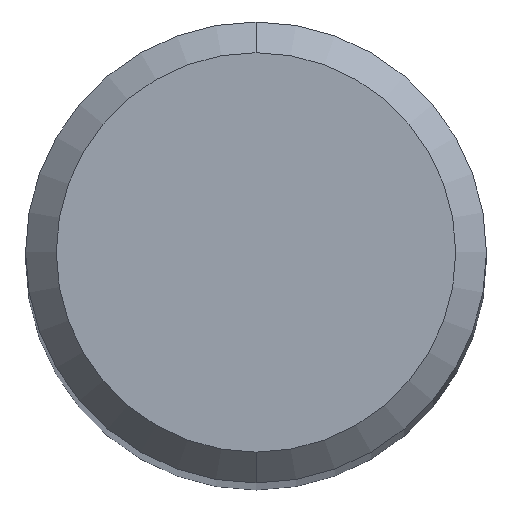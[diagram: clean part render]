
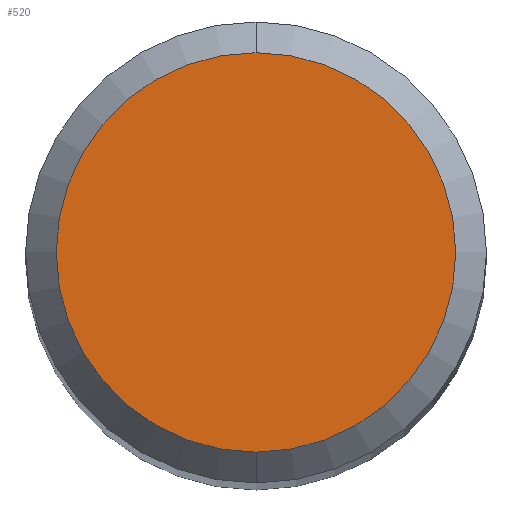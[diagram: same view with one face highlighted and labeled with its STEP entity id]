
A CAD part, top view. The second image highlights one B-rep face of the part: STEP entity #520.
In plain terms, the highlighted planar face has unit normal (0, 0, 1).
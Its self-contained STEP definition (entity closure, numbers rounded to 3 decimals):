
#334=EDGE_CURVE('',#406,#350,#892,.T.);
#350=VERTEX_POINT('',#909);
#406=VERTEX_POINT('',#972);
#452=EDGE_CURVE('',#350,#406,#1024,.T.);
#520=ADVANCED_FACE('',(#1097),#1098,.T.);
#892=CIRCLE('',#1526,2.6);
#909=CARTESIAN_POINT('',(0.0,2.6,0.0));
#972=CARTESIAN_POINT('',(0.,-2.6,0.0));
#1024=CIRCLE('',#2293,2.6);
#1097=FACE_OUTER_BOUND('',#2967,.T.);
#1098=PLANE('',#2968);
#1526=AXIS2_PLACEMENT_3D('',#4969,#4970,#4971);
#2293=AXIS2_PLACEMENT_3D('',#5119,#5120,#5121);
#2967=EDGE_LOOP('',(#5181,#5182));
#2968=AXIS2_PLACEMENT_3D('',#5183,#5184,#5185);
#4969=CARTESIAN_POINT('',(0.0,0.0,0.0));
#4970=DIRECTION('',(0.0,0.0,-1.0));
#4971=DIRECTION('',(0.0,1.0,0.0));
#5119=CARTESIAN_POINT('',(0.0,0.0,0.0));
#5120=DIRECTION('',(0.0,0.0,-1.0));
#5121=DIRECTION('',(0.0,1.0,0.0));
#5181=ORIENTED_EDGE('',*,*,#452,.F.);
#5182=ORIENTED_EDGE('',*,*,#334,.F.);
#5183=CARTESIAN_POINT('',(0.0,1.3,0.0));
#5184=DIRECTION('',(-0.0,0.0,1.0));
#5185=DIRECTION('',(0.0,-1.0,0.0));
